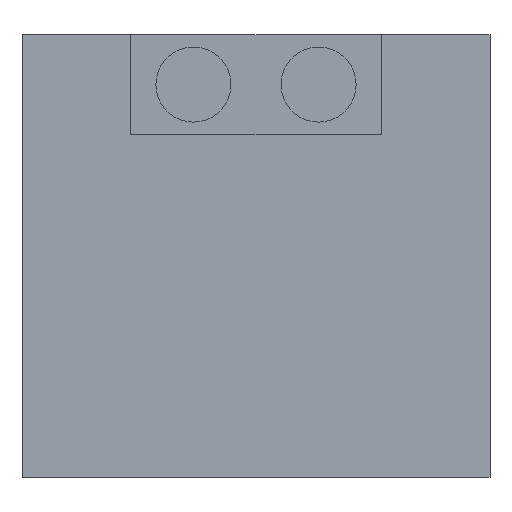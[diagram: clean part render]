
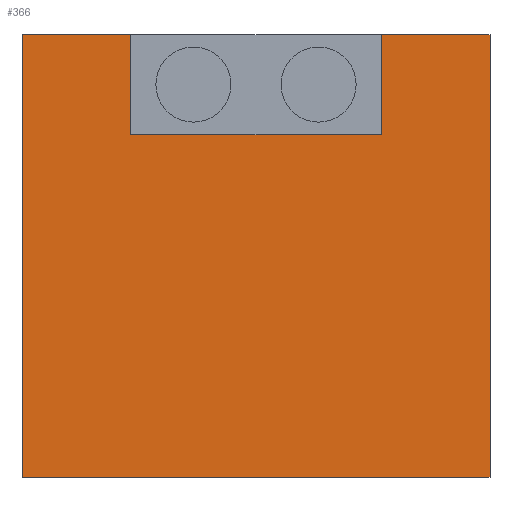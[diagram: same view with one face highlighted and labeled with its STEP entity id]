
A CAD part, front view. The second image highlights one B-rep face of the part: STEP entity #366.
In plain terms, the highlighted planar face has unit normal (0, -1, 0).
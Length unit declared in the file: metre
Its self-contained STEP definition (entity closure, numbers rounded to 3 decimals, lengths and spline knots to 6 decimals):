
#77=ORIENTED_EDGE('',*,*,#144,.F.);
#78=ORIENTED_EDGE('',*,*,#134,.F.);
#79=ORIENTED_EDGE('',*,*,#125,.F.);
#80=ORIENTED_EDGE('',*,*,#129,.T.);
#81=ORIENTED_EDGE('',*,*,#132,.T.);
#82=ORIENTED_EDGE('',*,*,#138,.F.);
#83=ORIENTED_EDGE('',*,*,#147,.T.);
#84=ORIENTED_EDGE('',*,*,#148,.F.);
#125=EDGE_CURVE('',#167,#168,#201,.T.);
#129=EDGE_CURVE('',#167,#170,#205,.T.);
#132=EDGE_CURVE('',#170,#172,#208,.T.);
#134=EDGE_CURVE('',#168,#173,#210,.T.);
#138=EDGE_CURVE('',#176,#172,#214,.T.);
#144=EDGE_CURVE('',#173,#181,#218,.T.);
#147=EDGE_CURVE('',#176,#182,#221,.T.);
#148=EDGE_CURVE('',#181,#182,#222,.T.);
#167=VERTEX_POINT('',#569);
#168=VERTEX_POINT('',#571);
#170=VERTEX_POINT('',#577);
#172=VERTEX_POINT('',#583);
#173=VERTEX_POINT('',#588);
#176=VERTEX_POINT('',#594);
#181=VERTEX_POINT('',#608);
#182=VERTEX_POINT('',#612);
#201=LINE('',#570,#225);
#205=LINE('',#578,#229);
#208=LINE('',#584,#232);
#210=LINE('',#587,#234);
#214=LINE('',#595,#238);
#218=LINE('',#607,#242);
#221=LINE('',#613,#245);
#222=LINE('',#615,#246);
#225=VECTOR('',#451,1.);
#229=VECTOR('',#457,1.);
#232=VECTOR('',#462,1.);
#234=VECTOR('',#466,1.);
#238=VECTOR('',#470,1.);
#242=VECTOR('',#482,1.);
#245=VECTOR('',#487,1.);
#246=VECTOR('',#490,1.);
#257=EDGE_LOOP('',(#77,#78,#79,#80,#81,#82,#83,#84));
#303=FACE_BOUND('',#257,.T.);
#347=PLANE('',#409);
#366=ADVANCED_FACE('',(#303),#347,.T.);
#409=AXIS2_PLACEMENT_3D('',#616,#491,#492);
#451=DIRECTION('',(0.,0.,1.));
#457=DIRECTION('',(1.,0.,0.));
#462=DIRECTION('',(0.,0.,1.));
#466=DIRECTION('',(1.,0.,0.));
#470=DIRECTION('',(1.,0.,0.));
#482=DIRECTION('',(0.,0.,-1.));
#487=DIRECTION('',(0.,0.,-1.));
#490=DIRECTION('',(1.,0.,0.));
#491=DIRECTION('',(0.,-1.,0.));
#492=DIRECTION('',(1.,0.,0.));
#569=CARTESIAN_POINT('',(0.,-0.0125,0.));
#570=CARTESIAN_POINT('',(0.,-0.0125,0.00885));
#571=CARTESIAN_POINT('',(0.,-0.0125,0.0177));
#577=CARTESIAN_POINT('',(0.0187,-0.0125,0.));
#578=CARTESIAN_POINT('',(0.00935,-0.0125,0.));
#583=CARTESIAN_POINT('',(0.0187,-0.0125,0.0177));
#584=CARTESIAN_POINT('',(0.0187,-0.0125,0.00885));
#587=CARTESIAN_POINT('',(0.00935,-0.0125,0.0177));
#588=CARTESIAN_POINT('',(0.00435,-0.0125,0.0177));
#594=CARTESIAN_POINT('',(0.01435,-0.0125,0.0177));
#595=CARTESIAN_POINT('',(0.00935,-0.0125,0.0177));
#607=CARTESIAN_POINT('',(0.00435,-0.0125,0.0157));
#608=CARTESIAN_POINT('',(0.00435,-0.0125,0.0137));
#612=CARTESIAN_POINT('',(0.01435,-0.0125,0.0137));
#613=CARTESIAN_POINT('',(0.01435,-0.0125,0.0157));
#615=CARTESIAN_POINT('',(0.00935,-0.0125,0.0137));
#616=CARTESIAN_POINT('',(0.00935,-0.0125,0.00885));
